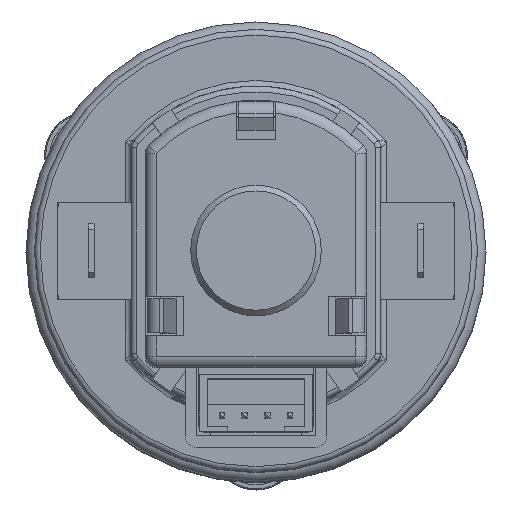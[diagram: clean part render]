
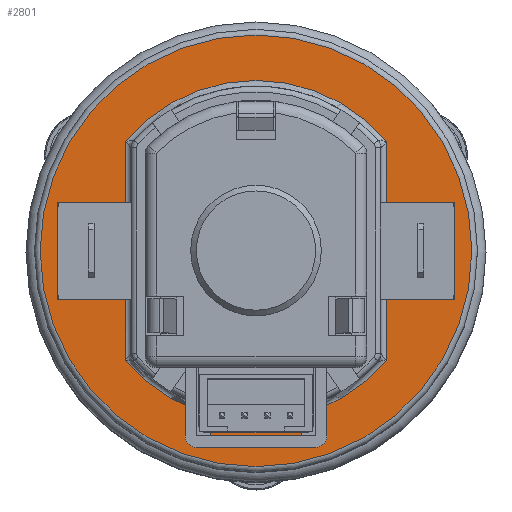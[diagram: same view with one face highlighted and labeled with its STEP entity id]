
A CAD part, top view. The second image highlights one B-rep face of the part: STEP entity #2801.
In plain terms, the highlighted planar face has unit normal (0, 0, 1).
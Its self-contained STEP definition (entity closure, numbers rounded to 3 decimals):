
#1154=LINE('',#17406,#2044);
#1155=LINE('',#17408,#2045);
#1156=LINE('',#17410,#2046);
#1157=LINE('',#17412,#2047);
#1158=LINE('',#17414,#2048);
#1159=LINE('',#17418,#2049);
#1160=LINE('',#17420,#2050);
#1161=LINE('',#17422,#2051);
#1162=LINE('',#17424,#2052);
#1163=LINE('',#17426,#2053);
#2044=VECTOR('',#13679,1.);
#2045=VECTOR('',#13680,1.);
#2046=VECTOR('',#13681,1.);
#2047=VECTOR('',#13682,1.);
#2048=VECTOR('',#13683,1.);
#2049=VECTOR('',#13686,1.);
#2050=VECTOR('',#13687,1.);
#2051=VECTOR('',#13688,1.);
#2052=VECTOR('',#13689,1.);
#2053=VECTOR('',#13690,1.);
#2801=ADVANCED_FACE('',(#4191,#3782),#3306,.T.);
#3306=PLANE('',#11494);
#3782=FACE_OUTER_BOUND('',#4780,.T.);
#4191=FACE_BOUND('',#4779,.T.);
#4779=EDGE_LOOP('',(#6736,#6737,#6738,#6739,#6740,#6741,#6742,#6743,#6744,
#6745,#6746,#6747));
#4780=EDGE_LOOP('',(#6748));
#6736=ORIENTED_EDGE('',*,*,#9839,.T.);
#6737=ORIENTED_EDGE('',*,*,#9840,.T.);
#6738=ORIENTED_EDGE('',*,*,#9841,.T.);
#6739=ORIENTED_EDGE('',*,*,#9842,.F.);
#6740=ORIENTED_EDGE('',*,*,#9843,.F.);
#6741=ORIENTED_EDGE('',*,*,#9844,.T.);
#6742=ORIENTED_EDGE('',*,*,#9845,.T.);
#6743=ORIENTED_EDGE('',*,*,#9846,.T.);
#6744=ORIENTED_EDGE('',*,*,#9847,.F.);
#6745=ORIENTED_EDGE('',*,*,#9848,.T.);
#6746=ORIENTED_EDGE('',*,*,#9849,.T.);
#6747=ORIENTED_EDGE('',*,*,#9850,.T.);
#6748=ORIENTED_EDGE('',*,*,#9851,.T.);
#8608=VERTEX_POINT('',#17404);
#8609=VERTEX_POINT('',#17405);
#8610=VERTEX_POINT('',#17407);
#8611=VERTEX_POINT('',#17409);
#8612=VERTEX_POINT('',#17411);
#8613=VERTEX_POINT('',#17413);
#8614=VERTEX_POINT('',#17415);
#8615=VERTEX_POINT('',#17417);
#8616=VERTEX_POINT('',#17419);
#8617=VERTEX_POINT('',#17421);
#8618=VERTEX_POINT('',#17423);
#8619=VERTEX_POINT('',#17425);
#8620=VERTEX_POINT('',#17428);
#9839=EDGE_CURVE('',#8608,#8609,#10682,.T.);
#9840=EDGE_CURVE('',#8609,#8610,#1154,.T.);
#9841=EDGE_CURVE('',#8610,#8611,#1155,.T.);
#9842=EDGE_CURVE('',#8612,#8611,#1156,.T.);
#9843=EDGE_CURVE('',#8613,#8612,#1157,.T.);
#9844=EDGE_CURVE('',#8613,#8614,#1158,.T.);
#9845=EDGE_CURVE('',#8614,#8615,#10683,.T.);
#9846=EDGE_CURVE('',#8615,#8616,#1159,.T.);
#9847=EDGE_CURVE('',#8617,#8616,#1160,.T.);
#9848=EDGE_CURVE('',#8617,#8618,#1161,.T.);
#9849=EDGE_CURVE('',#8618,#8619,#1162,.T.);
#9850=EDGE_CURVE('',#8619,#8608,#1163,.T.);
#9851=EDGE_CURVE('',#8620,#8620,#10684,.T.);
#10682=CIRCLE('',#11491,14.996);
#10683=CIRCLE('',#11492,15.);
#10684=CIRCLE('',#11493,19.);
#11491=AXIS2_PLACEMENT_3D('',#17403,#13677,#13678);
#11492=AXIS2_PLACEMENT_3D('',#17416,#13684,#13685);
#11493=AXIS2_PLACEMENT_3D('',#17427,#13691,#13692);
#11494=AXIS2_PLACEMENT_3D('',#17429,#13693,#13694);
#13677=DIRECTION('',(0.,0.,-1.));
#13678=DIRECTION('',(0.,-1.,0.));
#13679=DIRECTION('',(0.,1.,0.));
#13680=DIRECTION('',(-1.,0.,0.));
#13681=DIRECTION('',(0.,-1.,0.));
#13682=DIRECTION('',(-1.,0.,0.));
#13683=DIRECTION('',(0.,1.,0.));
#13684=DIRECTION('',(0.,0.,-1.));
#13685=DIRECTION('',(0.,-1.,0.));
#13686=DIRECTION('',(0.,-1.,0.));
#13687=DIRECTION('',(-1.,0.,0.));
#13688=DIRECTION('',(0.,-1.,0.));
#13689=DIRECTION('',(-1.,0.,0.));
#13690=DIRECTION('',(0.,-1.,0.));
#13691=DIRECTION('',(0.,0.,1.));
#13692=DIRECTION('',(0.,-1.,0.));
#13693=DIRECTION('',(0.,0.,1.));
#13694=DIRECTION('',(0.,-1.,0.));
#17403=CARTESIAN_POINT('',(19.5,19.5,72.2));
#17404=CARTESIAN_POINT('',(31.,9.876,72.2));
#17405=CARTESIAN_POINT('',(8.,9.876,72.2));
#17406=CARTESIAN_POINT('',(8.,15.25,72.2));
#17407=CARTESIAN_POINT('',(8.,15.25,72.2));
#17408=CARTESIAN_POINT('',(8.5,15.25,72.2));
#17409=CARTESIAN_POINT('',(2.,15.25,72.2));
#17410=CARTESIAN_POINT('',(2.,23.75,72.2));
#17411=CARTESIAN_POINT('',(2.,23.75,72.2));
#17412=CARTESIAN_POINT('',(8.5,23.75,72.2));
#17413=CARTESIAN_POINT('',(8.,23.75,72.2));
#17414=CARTESIAN_POINT('',(8.,28.947,72.2));
#17415=CARTESIAN_POINT('',(8.,29.131,72.2));
#17416=CARTESIAN_POINT('',(19.5,19.5,72.2));
#17417=CARTESIAN_POINT('',(31.,29.131,72.2));
#17418=CARTESIAN_POINT('',(31.,19.5,72.2));
#17419=CARTESIAN_POINT('',(31.,23.75,72.2));
#17420=CARTESIAN_POINT('',(37.,23.75,72.2));
#17421=CARTESIAN_POINT('',(37.,23.75,72.2));
#17422=CARTESIAN_POINT('',(37.,23.75,72.2));
#17423=CARTESIAN_POINT('',(37.,15.25,72.2));
#17424=CARTESIAN_POINT('',(37.,15.25,72.2));
#17425=CARTESIAN_POINT('',(31.,15.25,72.2));
#17426=CARTESIAN_POINT('',(31.,19.5,72.2));
#17427=CARTESIAN_POINT('',(19.5,19.5,72.2));
#17428=CARTESIAN_POINT('',(19.5,0.5,72.2));
#17429=CARTESIAN_POINT('',(19.5,19.5,72.2));
